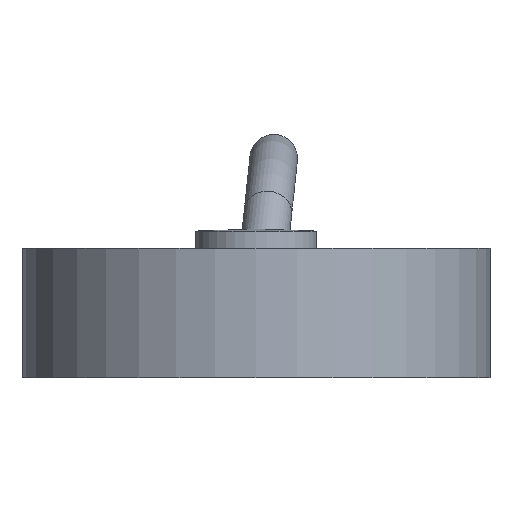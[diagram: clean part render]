
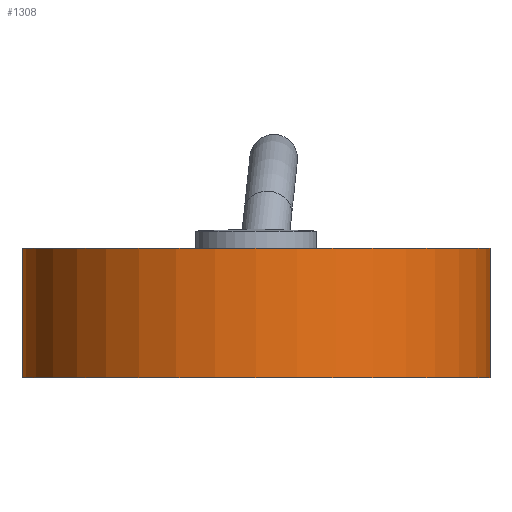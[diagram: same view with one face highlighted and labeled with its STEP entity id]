
A CAD part, front view. The second image highlights one B-rep face of the part: STEP entity #1308.
In plain terms, the highlighted cylindrical face has radius 15.621 mm (diameter 31.242 mm), a full revolution.
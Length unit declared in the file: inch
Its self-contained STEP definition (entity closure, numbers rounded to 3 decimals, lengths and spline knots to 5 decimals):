
#1217=CARTESIAN_POINT('',(0.0,0.,-0.06));
#1218=DIRECTION('',(0.0,0.0,-1.0));
#1219=DIRECTION('',(1.0,0.0,0.0));
#1220=AXIS2_PLACEMENT_3D('',#1217,#1218,#1219);
#1221=CYLINDRICAL_SURFACE('',#1220,0.615);
#1222=CARTESIAN_POINT('',(-0.615,0.,0.11));
#1223=VERTEX_POINT('',#1222);
#1224=CARTESIAN_POINT('',(0.0,0.,0.11));
#1225=DIRECTION('',(0.0,0.0,-1.0));
#1226=DIRECTION('',(1.0,0.0,0.0));
#1227=AXIS2_PLACEMENT_3D('',#1224,#1225,#1226);
#1228=CIRCLE('',#1227,0.615);
#1229=EDGE_CURVE('',#1223,#1223,#1228,.T.);
#1230=ORIENTED_EDGE('',*,*,#1229,.T.);
#1231=EDGE_LOOP('',(#1230));
#1232=FACE_OUTER_BOUND('',#1231,.T.);
#1233=CARTESIAN_POINT('',(0.,-0.615,0.035));
#1234=VERTEX_POINT('',#1233);
#1235=CARTESIAN_POINT('',(0.,-0.615,-0.215));
#1236=VERTEX_POINT('',#1235);
#1237=CARTESIAN_POINT('',(0.,-0.615,0.035));
#1238=CARTESIAN_POINT('',(0.00031,-0.615,0.03496));
#1239=CARTESIAN_POINT('',(0.00063,-0.615,0.03492));
#1240=CARTESIAN_POINT('',(0.01184,-0.61498,0.0334));
#1241=CARTESIAN_POINT('',(0.02251,-0.61467,0.03054));
#1242=CARTESIAN_POINT('',(0.04319,-0.61357,0.02217));
#1243=CARTESIAN_POINT('',(0.05312,-0.61277,0.01661));
#1244=CARTESIAN_POINT('',(0.07491,-0.61055,0.00059));
#1245=CARTESIAN_POINT('',(0.08596,-0.60903,-0.01092));
#1246=CARTESIAN_POINT('',(0.10338,-0.60631,-0.03723));
#1247=CARTESIAN_POINT('',(0.10967,-0.60515,-0.05197));
#1248=CARTESIAN_POINT('',(0.11428,-0.60429,-0.07494));
#1249=CARTESIAN_POINT('',(0.11504,-0.60415,-0.08245));
#1250=CARTESIAN_POINT('',(0.11504,-0.60415,-0.09755));
#1251=CARTESIAN_POINT('',(0.11428,-0.60429,-0.10506));
#1252=CARTESIAN_POINT('',(0.10967,-0.60515,-0.12803));
#1253=CARTESIAN_POINT('',(0.10338,-0.60631,-0.14277));
#1254=CARTESIAN_POINT('',(0.08596,-0.60903,-0.16908));
#1255=CARTESIAN_POINT('',(0.07491,-0.61055,-0.18059));
#1256=CARTESIAN_POINT('',(0.05312,-0.61277,-0.19661));
#1257=CARTESIAN_POINT('',(0.04319,-0.61357,-0.20217));
#1258=CARTESIAN_POINT('',(0.02251,-0.61467,-0.21054));
#1259=CARTESIAN_POINT('',(0.01184,-0.61498,-0.2134));
#1260=CARTESIAN_POINT('',(0.00063,-0.615,-0.21492));
#1261=CARTESIAN_POINT('',(0.00031,-0.615,-0.21496));
#1262=CARTESIAN_POINT('',(0.,-0.615,-0.215));
#1263=B_SPLINE_CURVE_WITH_KNOTS('',3,(#1237,#1238,#1239,#1240,#1241,#1242,#1243,#1244,#1245,#1246,#1247,#1248,#1249,#1250,#1251,#1252,#1253,#1254,#1255,#1256,#1257,#1258,#1259,#1260,#1261,#1262),.UNSPECIFIED.,.F.,.U.,(4,2,2,2,2,2,2,2,2,2,2,2,4),(-0.00095,0.0,0.033,0.06698,0.11442,0.1621,0.18477,0.20743,0.25512,0.30255,0.33654,0.36954,0.37048),.UNSPECIFIED.);
#1264=EDGE_CURVE('',#1234,#1236,#1263,.T.);
#1265=ORIENTED_EDGE('',*,*,#1264,.T.);
#1266=CARTESIAN_POINT('',(0.,-0.615,-0.215));
#1267=CARTESIAN_POINT('',(-0.00031,-0.615,-0.21496));
#1268=CARTESIAN_POINT('',(-0.00063,-0.615,-0.21492));
#1269=CARTESIAN_POINT('',(-0.01184,-0.61498,-0.2134));
#1270=CARTESIAN_POINT('',(-0.02251,-0.61467,-0.21054));
#1271=CARTESIAN_POINT('',(-0.04319,-0.61357,-0.20217));
#1272=CARTESIAN_POINT('',(-0.05312,-0.61277,-0.19661));
#1273=CARTESIAN_POINT('',(-0.07491,-0.61055,-0.18059));
#1274=CARTESIAN_POINT('',(-0.08596,-0.60903,-0.16908));
#1275=CARTESIAN_POINT('',(-0.10338,-0.60631,-0.14277));
#1276=CARTESIAN_POINT('',(-0.10967,-0.60515,-0.12803));
#1277=CARTESIAN_POINT('',(-0.11428,-0.60429,-0.10506));
#1278=CARTESIAN_POINT('',(-0.11504,-0.60415,-0.09755));
#1279=CARTESIAN_POINT('',(-0.11504,-0.60415,-0.08245));
#1280=CARTESIAN_POINT('',(-0.11428,-0.60429,-0.07494));
#1281=CARTESIAN_POINT('',(-0.10967,-0.60515,-0.05197));
#1282=CARTESIAN_POINT('',(-0.10338,-0.60631,-0.03723));
#1283=CARTESIAN_POINT('',(-0.08596,-0.60903,-0.01092));
#1284=CARTESIAN_POINT('',(-0.07491,-0.61055,0.00059));
#1285=CARTESIAN_POINT('',(-0.05312,-0.61277,0.01661));
#1286=CARTESIAN_POINT('',(-0.04319,-0.61357,0.02217));
#1287=CARTESIAN_POINT('',(-0.02251,-0.61467,0.03054));
#1288=CARTESIAN_POINT('',(-0.01184,-0.61498,0.0334));
#1289=CARTESIAN_POINT('',(-0.00063,-0.615,0.03492));
#1290=CARTESIAN_POINT('',(-0.00031,-0.615,0.03496));
#1291=CARTESIAN_POINT('',(0.,-0.615,0.035));
#1292=B_SPLINE_CURVE_WITH_KNOTS('',3,(#1266,#1267,#1268,#1269,#1270,#1271,#1272,#1273,#1274,#1275,#1276,#1277,#1278,#1279,#1280,#1281,#1282,#1283,#1284,#1285,#1286,#1287,#1288,#1289,#1290,#1291),.UNSPECIFIED.,.F.,.U.,(4,2,2,2,2,2,2,2,2,2,2,2,4),(-0.00095,0.0,0.033,0.06698,0.11442,0.1621,0.18477,0.20743,0.25512,0.30255,0.33654,0.36954,0.37048),.UNSPECIFIED.);
#1293=EDGE_CURVE('',#1236,#1234,#1292,.T.);
#1294=ORIENTED_EDGE('',*,*,#1293,.T.);
#1295=EDGE_LOOP('',(#1265,#1294));
#1296=FACE_BOUND('',#1295,.T.);
#1297=CARTESIAN_POINT('',(-0.615,0.,-0.23));
#1298=VERTEX_POINT('',#1297);
#1299=CARTESIAN_POINT('',(0.0,0.,-0.23));
#1300=DIRECTION('',(0.0,0.0,-1.0));
#1301=DIRECTION('',(1.0,0.0,0.0));
#1302=AXIS2_PLACEMENT_3D('',#1299,#1300,#1301);
#1303=CIRCLE('',#1302,0.615);
#1304=EDGE_CURVE('',#1298,#1298,#1303,.T.);
#1305=ORIENTED_EDGE('',*,*,#1304,.F.);
#1306=EDGE_LOOP('',(#1305));
#1307=FACE_BOUND('',#1306,.T.);
#1308=ADVANCED_FACE('',(#1232,#1296,#1307),#1221,.T.);
